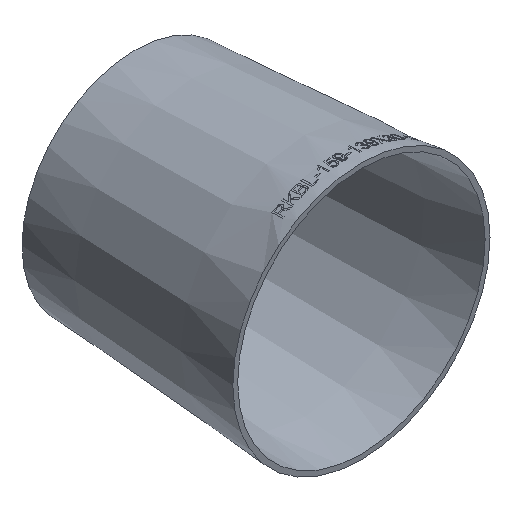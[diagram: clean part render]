
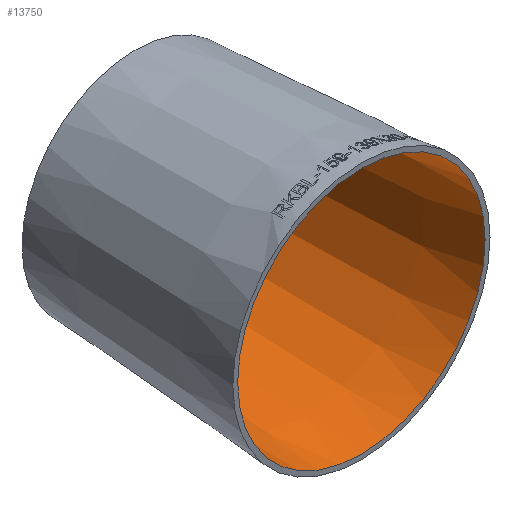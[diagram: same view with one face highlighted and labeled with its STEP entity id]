
A CAD part, isometric view. The second image highlights one B-rep face of the part: STEP entity #13750.
In plain terms, the highlighted conical face has half-angle 3.943 degrees and reference radius 76.493 mm.
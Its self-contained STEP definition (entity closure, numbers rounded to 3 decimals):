
#1195 = CARTESIAN_POINT ( 'NONE',  ( 0., 140., -66.843 ) ) ;
#3386 = EDGE_CURVE ( 'NONE', #28712, #28712, #32458, .T. ) ;
#3679 = CARTESIAN_POINT ( 'NONE',  ( 0., 0., -76.493 ) ) ;
#6949 = CONICAL_SURFACE ( 'NONE', #27984, 76.493, 0.069 ) ;
#7687 = DIRECTION ( 'NONE',  ( 0., 0., -1. ) ) ;
#8120 = FACE_OUTER_BOUND ( 'NONE', #10576, .T. ) ;
#10557 = CIRCLE ( 'NONE', #23743, 66.843 ) ;
#10576 = EDGE_LOOP ( 'NONE', ( #30215 ) ) ;
#10813 = DIRECTION ( 'NONE',  ( 0., -1., 0. ) ) ;
#13750 = ADVANCED_FACE ( 'NONE', ( #18347, #8120 ), #6949, .F. ) ;
#14364 = CARTESIAN_POINT ( 'NONE',  ( 0., 140., 0. ) ) ;
#18347 = FACE_BOUND ( 'NONE', #21906, .T. ) ;
#21435 = AXIS2_PLACEMENT_3D ( 'NONE', #23352, #10813, #7687 ) ;
#21906 = EDGE_LOOP ( 'NONE', ( #31120 ) ) ;
#23352 = CARTESIAN_POINT ( 'NONE',  ( 0., 0., 0. ) ) ;
#23619 = CARTESIAN_POINT ( 'NONE',  ( 0., 0., 0. ) ) ;
#23743 = AXIS2_PLACEMENT_3D ( 'NONE', #14364, #24416, #26398 ) ;
#23776 = VERTEX_POINT ( 'NONE', #1195 ) ;
#24416 = DIRECTION ( 'NONE',  ( 0., -1., 0. ) ) ;
#26398 = DIRECTION ( 'NONE',  ( 0., 0., -1. ) ) ;
#27984 = AXIS2_PLACEMENT_3D ( 'NONE', #23619, #28229, #30691 ) ;
#28229 = DIRECTION ( 'NONE',  ( 0., -1., 0. ) ) ;
#28525 = EDGE_CURVE ( 'NONE', #23776, #23776, #10557, .T. ) ;
#28712 = VERTEX_POINT ( 'NONE', #3679 ) ;
#30215 = ORIENTED_EDGE ( 'NONE', *, *, #3386, .T. ) ;
#30691 = DIRECTION ( 'NONE',  ( 0., 0., -1. ) ) ;
#31120 = ORIENTED_EDGE ( 'NONE', *, *, #28525, .F. ) ;
#32458 = CIRCLE ( 'NONE', #21435, 76.493 ) ;
